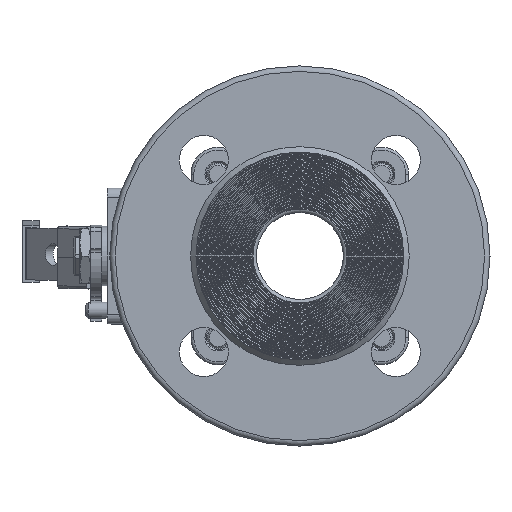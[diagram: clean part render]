
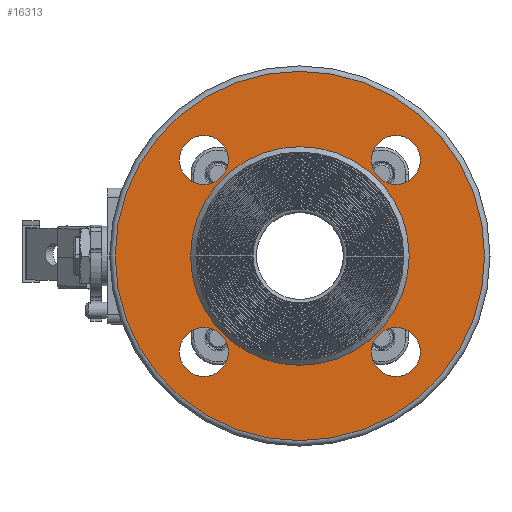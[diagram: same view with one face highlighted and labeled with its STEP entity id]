
A CAD part, left-side view. The second image highlights one B-rep face of the part: STEP entity #16313.
In plain terms, the highlighted planar face has unit normal (-1, 0, 0).
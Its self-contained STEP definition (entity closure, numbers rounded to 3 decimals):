
#3009=PLANE('',#17793);
#7126=ORIENTED_EDGE('',*,*,#10198,.T.);
#7127=ORIENTED_EDGE('',*,*,#10199,.F.);
#7128=ORIENTED_EDGE('',*,*,#10200,.F.);
#7129=ORIENTED_EDGE('',*,*,#10201,.F.);
#7130=ORIENTED_EDGE('',*,*,#10202,.F.);
#7131=ORIENTED_EDGE('',*,*,#10203,.F.);
#10198=EDGE_CURVE('',#11875,#11875,#12597,.T.);
#10199=EDGE_CURVE('',#11876,#11876,#12598,.T.);
#10200=EDGE_CURVE('',#11877,#11877,#12599,.T.);
#10201=EDGE_CURVE('',#11878,#11878,#12600,.T.);
#10202=EDGE_CURVE('',#11879,#11879,#12601,.T.);
#10203=EDGE_CURVE('',#11880,#11880,#12602,.T.);
#11875=VERTEX_POINT('',#59029);
#11876=VERTEX_POINT('',#59031);
#11877=VERTEX_POINT('',#59033);
#11878=VERTEX_POINT('',#59035);
#11879=VERTEX_POINT('',#59037);
#11880=VERTEX_POINT('',#59039);
#12597=CIRCLE('',#17794,68.);
#12598=CIRCLE('',#17795,40.25);
#12599=CIRCLE('',#17796,9.);
#12600=CIRCLE('',#17797,9.);
#12601=CIRCLE('',#17798,9.);
#12602=CIRCLE('',#17799,9.);
#13707=EDGE_LOOP('',(#7126));
#13708=EDGE_LOOP('',(#7127));
#13709=EDGE_LOOP('',(#7128));
#13710=EDGE_LOOP('',(#7129));
#13711=EDGE_LOOP('',(#7130));
#13712=EDGE_LOOP('',(#7131));
#15033=FACE_BOUND('',#13707,.T.);
#15034=FACE_BOUND('',#13708,.T.);
#15035=FACE_BOUND('',#13709,.T.);
#15036=FACE_BOUND('',#13710,.T.);
#15037=FACE_BOUND('',#13711,.T.);
#15038=FACE_BOUND('',#13712,.T.);
#16313=ADVANCED_FACE('',(#15033,#15034,#15035,#15036,#15037,#15038),#3009,
 .F.);
#17793=AXIS2_PLACEMENT_3D('',#59027,#21304,#21305);
#17794=AXIS2_PLACEMENT_3D('',#59028,#21306,#21307);
#17795=AXIS2_PLACEMENT_3D('',#59030,#21308,#21309);
#17796=AXIS2_PLACEMENT_3D('',#59032,#21310,#21311);
#17797=AXIS2_PLACEMENT_3D('',#59034,#21312,#21313);
#17798=AXIS2_PLACEMENT_3D('',#59036,#21314,#21315);
#17799=AXIS2_PLACEMENT_3D('',#59038,#21316,#21317);
#21304=DIRECTION('',(1.,0.,0.));
#21305=DIRECTION('',(0.,0.,-1.));
#21306=DIRECTION('',(-1.,0.,0.));
#21307=DIRECTION('',(0.,0.,1.));
#21308=DIRECTION('',(-1.,0.,0.));
#21309=DIRECTION('',(0.,0.,1.));
#21310=DIRECTION('',(-1.,0.,0.));
#21311=DIRECTION('',(0.,0.,1.));
#21312=DIRECTION('',(-1.,0.,0.));
#21313=DIRECTION('',(0.,0.,1.));
#21314=DIRECTION('',(-1.,0.,0.));
#21315=DIRECTION('',(0.,0.,1.));
#21316=DIRECTION('',(-1.,0.,0.));
#21317=DIRECTION('',(0.,0.,1.));
#59027=CARTESIAN_POINT('',(2.8,40.25,0.));
#59028=CARTESIAN_POINT('',(2.8,0.,0.));
#59029=CARTESIAN_POINT('',(2.8,0.,68.));
#59030=CARTESIAN_POINT('',(2.8,0.,0.));
#59031=CARTESIAN_POINT('',(2.8,0.,40.25));
#59032=CARTESIAN_POINT('',(2.8,35.355,35.355));
#59033=CARTESIAN_POINT('',(2.8,35.355,44.355));
#59034=CARTESIAN_POINT('',(2.8,-35.355,35.355));
#59035=CARTESIAN_POINT('',(2.8,-35.355,44.355));
#59036=CARTESIAN_POINT('',(2.8,-35.355,-35.355));
#59037=CARTESIAN_POINT('',(2.8,-35.355,-26.355));
#59038=CARTESIAN_POINT('',(2.8,35.355,-35.355));
#59039=CARTESIAN_POINT('',(2.8,35.355,-26.355));
